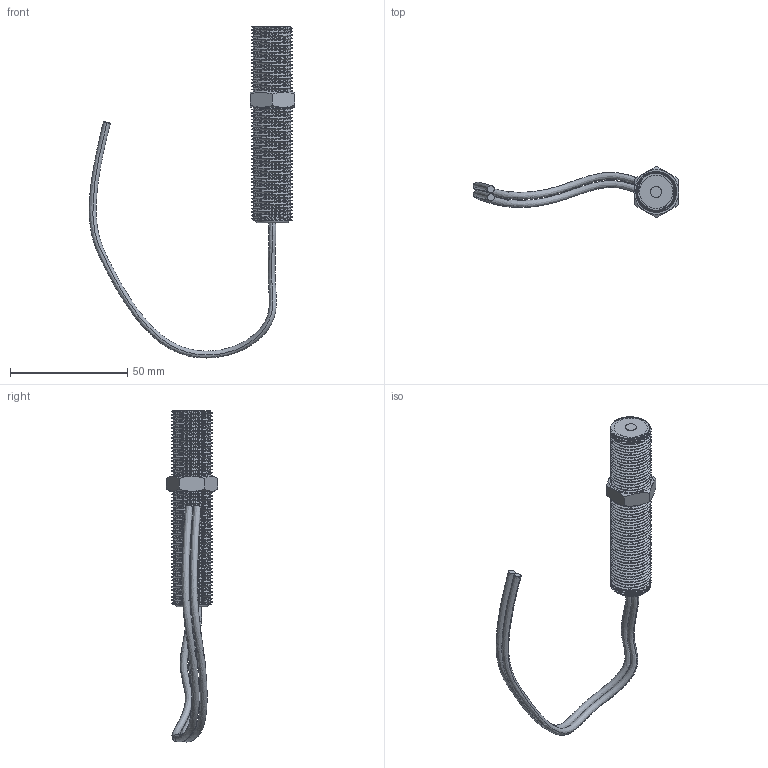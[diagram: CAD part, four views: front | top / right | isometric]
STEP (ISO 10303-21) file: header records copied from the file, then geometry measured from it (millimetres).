
FILE_DESCRIPTION (( 'STEP AP203' ), '1' );
FILE_NAME ('V12-assembly.STEP', '2020-06-03T18:03:12', ( '' ), ( '' ), 'SwSTEP 2.0', 'SolidWorks 2019', '' );
FILE_SCHEMA (( 'CONFIG_CONTROL_DESIGN' ));
Length unit declared in the file: millimetre
Products named in the file (3): V12-nut; V12-bolt; V12-assembly
Assembly tree (2 placements, depth 2):
  V12-assembly
    V12-bolt
    V12-nut
Bounding box: 87.71 x 22 x 141.62 mm (x, y, z)
Volume: 21135 mm3; surface area: 12260.4 mm2
Topology: 2 solids, 2 shells, 173 faces, 480 edges, 316 vertices
Faces by surface type: cylinder 134, plane 15, cone 12, bspline 10, torus 2
Entity records: 14735 total; most frequent: CARTESIAN_POINT 10872, ORIENTED_EDGE 960, DIRECTION 550, EDGE_CURVE 480, VERTEX_POINT 316, AXIS2_PLACEMENT_3D 206, EDGE_LOOP 180, ADVANCED_FACE 173
